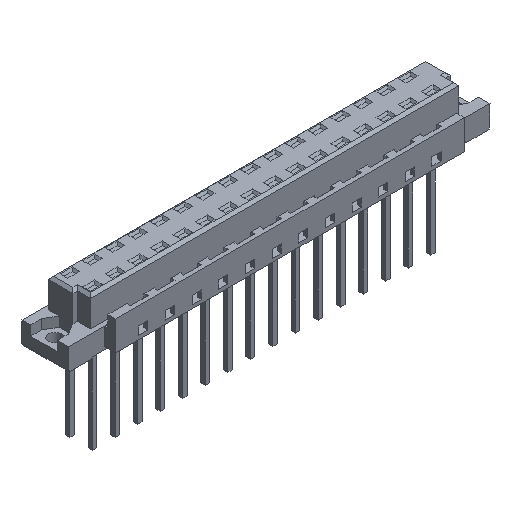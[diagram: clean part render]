
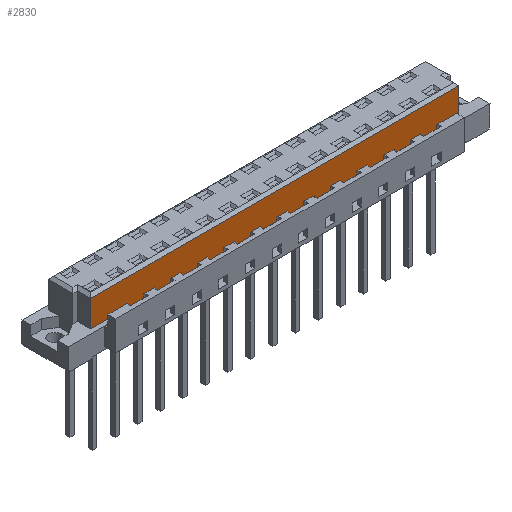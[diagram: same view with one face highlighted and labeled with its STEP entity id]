
A CAD part, isometric view. The second image highlights one B-rep face of the part: STEP entity #2830.
In plain terms, the highlighted planar face has unit normal (0, -1, 0).
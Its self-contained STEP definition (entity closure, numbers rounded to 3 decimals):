
#2830=ADVANCED_FACE('',(#3881),#3357,.F.);
#3357=PLANE('',#13332);
#3881=FACE_OUTER_BOUND('',#4411,.T.);
#4411=EDGE_LOOP('',(#6804,#6805,#6806,#6807));
#6804=ORIENTED_EDGE('',*,*,#9554,.T.);
#6805=ORIENTED_EDGE('',*,*,#9567,.F.);
#6806=ORIENTED_EDGE('',*,*,#9568,.F.);
#6807=ORIENTED_EDGE('',*,*,#9564,.F.);
#8194=VERTEX_POINT('',#18474);
#8195=VERTEX_POINT('',#18476);
#8201=VERTEX_POINT('',#18496);
#8203=VERTEX_POINT('',#18502);
#9554=EDGE_CURVE('',#8195,#8194,#10958,.T.);
#9564=EDGE_CURVE('',#8195,#8201,#10968,.T.);
#9567=EDGE_CURVE('',#8203,#8194,#10971,.T.);
#9568=EDGE_CURVE('',#8201,#8203,#10972,.T.);
#10958=LINE('',#18475,#12358);
#10968=LINE('',#18495,#12368);
#10971=LINE('',#18501,#12371);
#10972=LINE('',#18503,#12372);
#12358=VECTOR('',#15628,1.);
#12368=VECTOR('',#15646,1.);
#12371=VECTOR('',#15651,1.);
#12372=VECTOR('',#15652,1.);
#13332=AXIS2_PLACEMENT_3D('',#18504,#15653,#15654);
#15628=DIRECTION('',(0.,0.,-1.));
#15646=DIRECTION('',(1.,0.,0.));
#15651=DIRECTION('',(-1.,0.,0.));
#15652=DIRECTION('',(0.,0.,-1.));
#15653=DIRECTION('',(0.,1.,0.));
#15654=DIRECTION('',(1.,0.,0.));
#18474=CARTESIAN_POINT('',(5.975,1.01,4.65));
#18475=CARTESIAN_POINT('',(5.975,1.01,10.6));
#18476=CARTESIAN_POINT('',(5.975,1.01,10.6));
#18495=CARTESIAN_POINT('',(5.975,1.01,10.6));
#18496=CARTESIAN_POINT('',(88.925,1.01,10.6));
#18501=CARTESIAN_POINT('',(88.925,1.01,4.65));
#18502=CARTESIAN_POINT('',(88.925,1.01,4.65));
#18503=CARTESIAN_POINT('',(88.925,1.01,10.6));
#18504=CARTESIAN_POINT('',(5.975,1.01,11.2));
